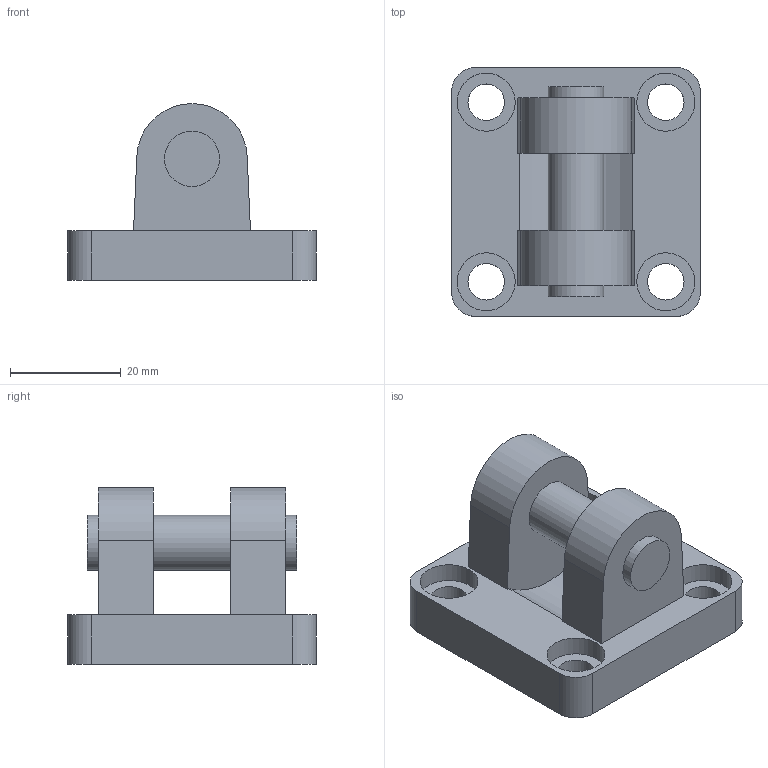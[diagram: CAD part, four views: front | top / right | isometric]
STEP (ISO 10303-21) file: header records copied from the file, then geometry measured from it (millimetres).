
FILE_DESCRIPTION(/* description */ ('Unknown'),/* implementation_level */ '2;1');
FILE_NAME(/* name */ '1380.32.30F',/* time_stamp */ '2021-05-07T10:52:54-04:00',/* author */ ('Unknown'),/* organization */ ('Unknown'),/* preprocessor_version */ 'ST-DEVELOPER v16.7',/* originating_system */ 'Solid Edge',/* authorisation */ 'Unknown');
FILE_SCHEMA (('AUTOMOTIVE_DESIGN {1 0 10303 214 3 1 1}'));
Length unit declared in the file: millimetre
Products named in the file (1): 1380.32.30F
Bounding box: 45 x 45 x 32 mm (x, y, z)
Volume: 21814.8 mm3; surface area: 9640.9 mm2
Topology: 1 solids, 1 shells, 40 faces, 90 edges, 60 vertices
Faces by surface type: plane 21, cylinder 19
Full cylindrical faces by diameter (mm): 6.6 x4, 10 x3, 10.5 x4, 30 x1
Entity records: 1396 total; most frequent: DIRECTION 198, CARTESIAN_POINT 179, ORIENTED_EDGE 156, AXIS2_PLACEMENT_3D 79, EDGE_CURVE 78, EDGE_LOOP 70, FACE_BOUND 70, VERTEX_POINT 60
